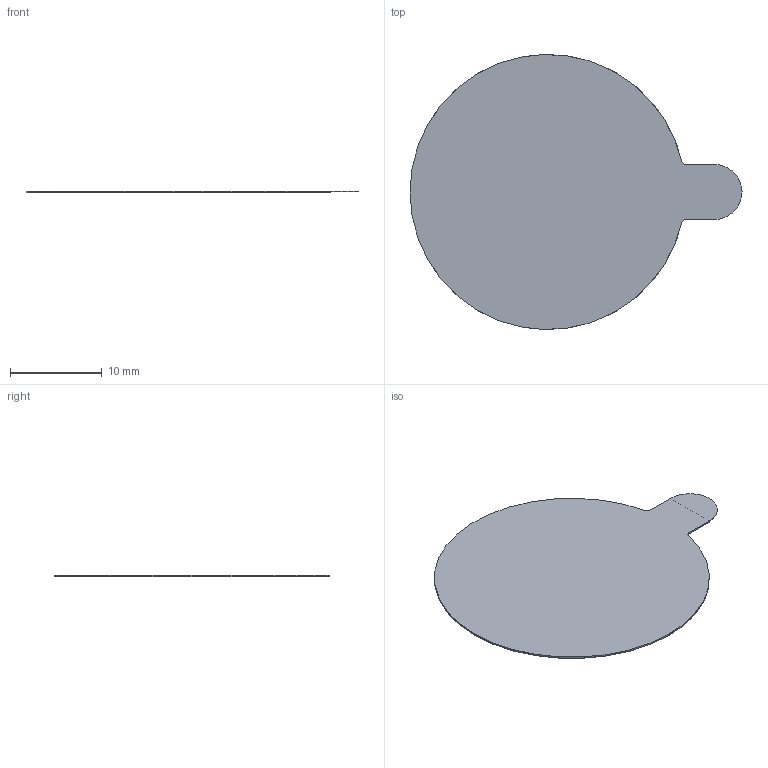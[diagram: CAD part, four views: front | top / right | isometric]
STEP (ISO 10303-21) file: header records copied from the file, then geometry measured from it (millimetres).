
FILE_DESCRIPTION (( 'STEP AP214' ), '1' );
FILE_NAME ('FXC.30.B.dg_Web.STEP', '2024-05-27T08:12:28', ( '' ), ( '' ), 'SwSTEP 2.0', 'SolidWorks 2022', '' );
FILE_SCHEMA (( 'AUTOMOTIVE_DESIGN' ));
Length unit declared in the file: millimetre
Products named in the file (1): FXC.30.B.dg_Web
Bounding box: 36.2 x 30 x 0.17 mm (x, y, z)
Volume: 125.9 mm3; surface area: 2913.3 mm2
Topology: 2 solids, 2 shells, 553 faces, 1486 edges, 990 vertices
Faces by surface type: plane 311, bspline 237, cylinder 5
Full cylindrical faces by diameter (mm): 30 x1
Entity records: 29005 total; most frequent: CARTESIAN_POINT 10638, ORIENTED_EDGE 2970, DIRECTION 1655, EDGE_CURVE 1485, LINE 1001, VECTOR 1001, VERTEX_POINT 990, EDGE_LOOP 607
